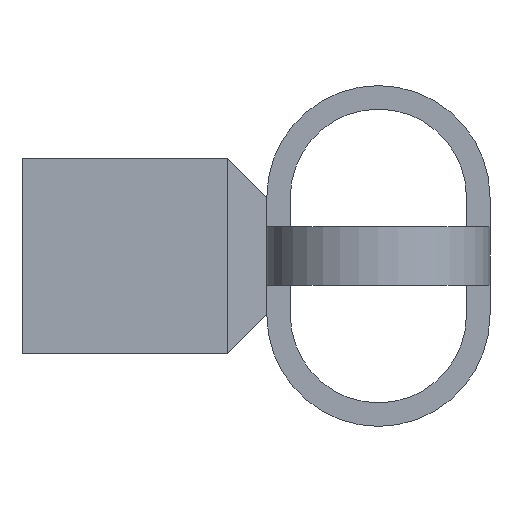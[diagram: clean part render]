
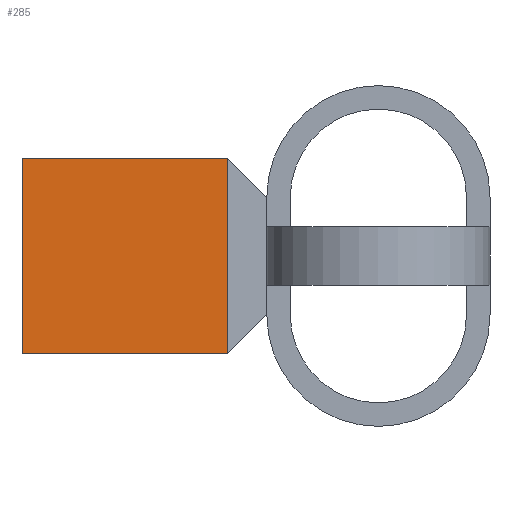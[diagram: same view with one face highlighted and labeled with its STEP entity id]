
A CAD part, left-side view. The second image highlights one B-rep face of the part: STEP entity #285.
In plain terms, the highlighted planar face has unit normal (-1, 0, 0).
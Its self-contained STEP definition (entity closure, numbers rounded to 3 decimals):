
#31 = LINE ( 'NONE', #1057, #915 ) ;
#44 = VECTOR ( 'NONE', #89, 1000. ) ;
#75 = EDGE_CURVE ( 'NONE', #993, #104, #253, .T. ) ;
#89 = DIRECTION ( 'NONE',  ( 0., 0., 1. ) ) ;
#90 = VERTEX_POINT ( 'NONE', #671 ) ;
#104 = VERTEX_POINT ( 'NONE', #430 ) ;
#253 = LINE ( 'NONE', #346, #44 ) ;
#285 = ADVANCED_FACE ( 'NONE', ( #835 ), #762, .F. ) ;
#321 = VECTOR ( 'NONE', #768, 1000. ) ;
#332 = ORIENTED_EDGE ( 'NONE', *, *, #75, .T. ) ;
#346 = CARTESIAN_POINT ( 'NONE',  ( -5., 13.4, -5. ) ) ;
#421 = DIRECTION ( 'NONE',  ( 1., 0., 0. ) ) ;
#430 = CARTESIAN_POINT ( 'NONE',  ( -5., 13.4, 5. ) ) ;
#433 = LINE ( 'NONE', #446, #321 ) ;
#435 = DIRECTION ( 'NONE',  ( 0., 1., 0. ) ) ;
#446 = CARTESIAN_POINT ( 'NONE',  ( -5., 23.9, -5. ) ) ;
#450 = AXIS2_PLACEMENT_3D ( 'NONE', #601, #421, #435 ) ;
#455 = CARTESIAN_POINT ( 'NONE',  ( -5., 23.9, 5. ) ) ;
#525 = DIRECTION ( 'NONE',  ( 0., -1., 0. ) ) ;
#601 = CARTESIAN_POINT ( 'NONE',  ( -5., 23.9, -5. ) ) ;
#646 = LINE ( 'NONE', #455, #729 ) ;
#653 = EDGE_CURVE ( 'NONE', #90, #993, #31, .T. ) ;
#660 = ORIENTED_EDGE ( 'NONE', *, *, #961, .F. ) ;
#671 = CARTESIAN_POINT ( 'NONE',  ( -5., 23.9, -5. ) ) ;
#684 = ORIENTED_EDGE ( 'NONE', *, *, #653, .T. ) ;
#729 = VECTOR ( 'NONE', #960, 1000. ) ;
#762 = PLANE ( 'NONE',  #450 ) ;
#768 = DIRECTION ( 'NONE',  ( 0., 0., 1. ) ) ;
#804 = VERTEX_POINT ( 'NONE', #1068 ) ;
#835 = FACE_OUTER_BOUND ( 'NONE', #1038, .T. ) ;
#915 = VECTOR ( 'NONE', #525, 1000. ) ;
#948 = CARTESIAN_POINT ( 'NONE',  ( -5., 13.4, -5. ) ) ;
#960 = DIRECTION ( 'NONE',  ( 0., -1., 0. ) ) ;
#961 = EDGE_CURVE ( 'NONE', #90, #804, #433, .T. ) ;
#993 = VERTEX_POINT ( 'NONE', #948 ) ;
#1038 = EDGE_LOOP ( 'NONE', ( #684, #332, #1103, #660 ) ) ;
#1057 = CARTESIAN_POINT ( 'NONE',  ( -5., 23.9, -5. ) ) ;
#1068 = CARTESIAN_POINT ( 'NONE',  ( -5., 23.9, 5. ) ) ;
#1092 = EDGE_CURVE ( 'NONE', #804, #104, #646, .T. ) ;
#1103 = ORIENTED_EDGE ( 'NONE', *, *, #1092, .F. ) ;
